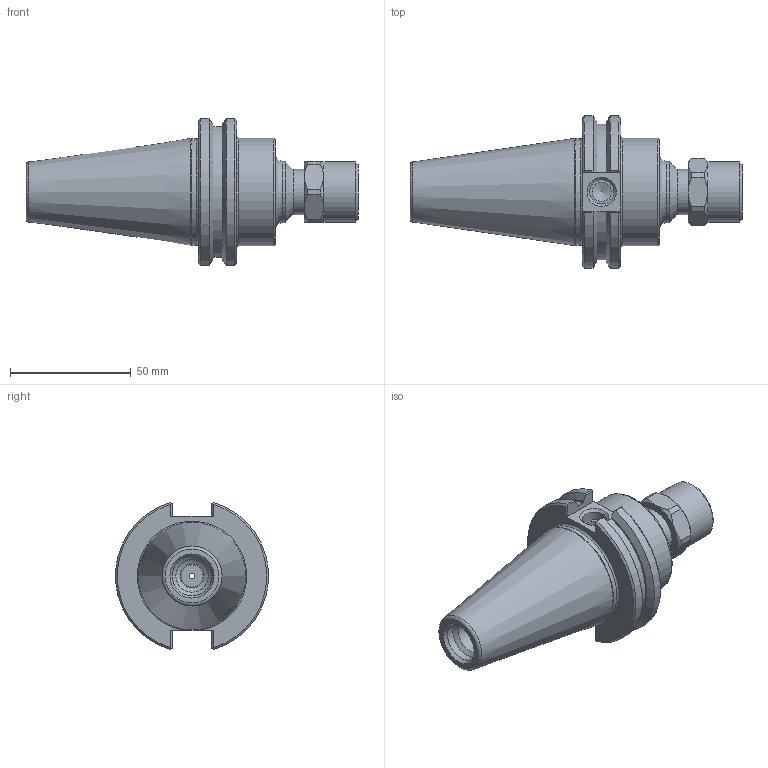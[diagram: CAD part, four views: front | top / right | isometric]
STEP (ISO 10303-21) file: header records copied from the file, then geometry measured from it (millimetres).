
FILE_DESCRIPTION(/* description */ (''),/* implementation_level */ '2;1');
FILE_NAME(/* name */ 'C40-20DC2.stp',/* time_stamp */ '2020-12-29T16:05:08-05:00',/* author */ ('jsmall'),/* organization */ (''),/* preprocessor_version */ 'ST-DEVELOPER v17',/* originating_system */ 'Autodesk Inventor 2018',/* authorisation */ '');
FILE_SCHEMA (('AUTOMOTIVE_DESIGN { 1 0 10303 214 3 1 1 }'));
Length unit declared in the file: inch
Products named in the file (4): C40-20DC2; C40-20DC2-1; CN20; BS-20
Assembly tree (3 placements, depth 2):
  C40-20DC2
    C40-20DC2-1
    CN20
    BS-20
Bounding box: 137.6 x 63.26 x 61.05 mm (x, y, z)
Volume: 138031.8 mm3; surface area: 28730.8 mm2
Topology: 3 solids, 3 shells, 119 faces, 333 edges, 224 vertices
Faces by surface type: plane 56, cone 34, cylinder 24, torus 5
Full cylindrical faces by diameter (mm): 2.286 x1, 8 x1, 9.461 x1, 9.728 x1, 9.906 x1, 10.046 x1, 10.973 x1, 11.252 x1, 12.294 x1, 13.386 x1, 14.986 x1, 16.459 x1, 17.323 x1, 18.923 x1, 25.019 x1, 25.4 x1, 43.942 x1, 44.45 x1
Entity records: 4120 total; most frequent: CARTESIAN_POINT 828, ORIENTED_EDGE 664, DIRECTION 644, EDGE_CURVE 332, AXIS2_PLACEMENT_3D 253, VERTEX_POINT 224, LINE 138, VECTOR 138
